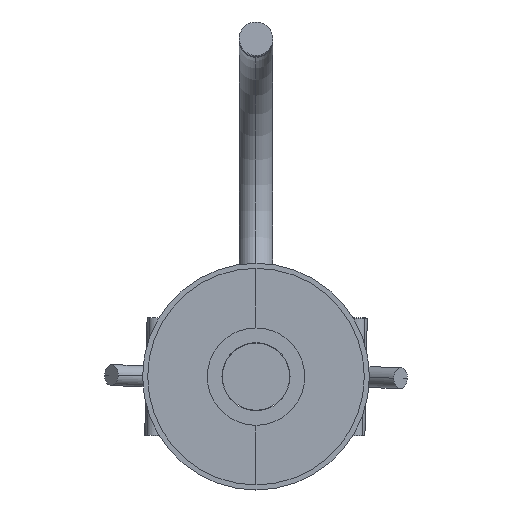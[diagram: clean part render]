
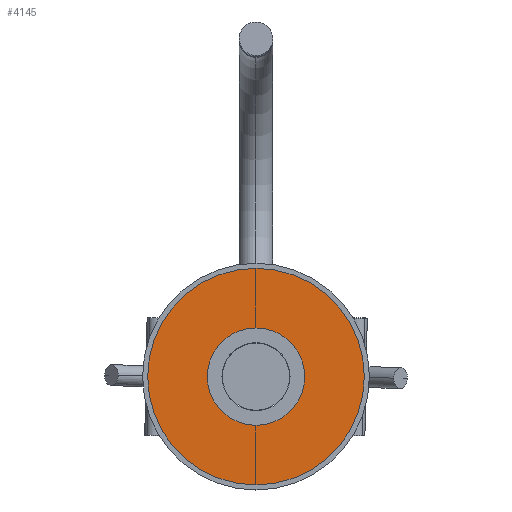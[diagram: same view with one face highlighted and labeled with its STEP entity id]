
A CAD part, front view. The second image highlights one B-rep face of the part: STEP entity #4145.
In plain terms, the highlighted planar face has unit normal (0, -1, 0).
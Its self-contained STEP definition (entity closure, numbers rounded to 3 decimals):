
#46 = DIRECTION ( 'NONE',  ( 0., 1., 0. ) ) ;
#179 = VERTEX_POINT ( 'NONE', #1507 ) ;
#279 = VERTEX_POINT ( 'NONE', #1111 ) ;
#289 = VERTEX_POINT ( 'NONE', #3925 ) ;
#459 = AXIS2_PLACEMENT_3D ( 'NONE', #2976, #4343, #1271 ) ;
#461 = FACE_BOUND ( 'NONE', #914, .T. ) ;
#466 = CARTESIAN_POINT ( 'NONE',  ( 0., 12., -64.5 ) ) ;
#644 = EDGE_CURVE ( 'NONE', #861, #289, #1239, .T. ) ;
#729 = DIRECTION ( 'NONE',  ( 0., 0., 1. ) ) ;
#760 = DIRECTION ( 'NONE',  ( 0., 0., 1. ) ) ;
#861 = VERTEX_POINT ( 'NONE', #466 ) ;
#914 = EDGE_LOOP ( 'NONE', ( #3147, #3388 ) ) ;
#963 = EDGE_LOOP ( 'NONE', ( #3597, #2359 ) ) ;
#1069 = PLANE ( 'NONE',  #2753 ) ;
#1111 = CARTESIAN_POINT ( 'NONE',  ( 0., 12., 29. ) ) ;
#1137 = FACE_OUTER_BOUND ( 'NONE', #963, .T. ) ;
#1141 = AXIS2_PLACEMENT_3D ( 'NONE', #3861, #46, #760 ) ;
#1163 = EDGE_CURVE ( 'NONE', #179, #279, #1855, .T. ) ;
#1239 = CIRCLE ( 'NONE', #4420, 64.5 ) ;
#1271 = DIRECTION ( 'NONE',  ( 0., 0., 1. ) ) ;
#1305 = DIRECTION ( 'NONE',  ( 0., 1., 0. ) ) ;
#1390 = DIRECTION ( 'NONE',  ( 0., 0., 1. ) ) ;
#1507 = CARTESIAN_POINT ( 'NONE',  ( 0., 12., -29. ) ) ;
#1855 = CIRCLE ( 'NONE', #459, 29. ) ;
#2038 = CIRCLE ( 'NONE', #1141, 29. ) ;
#2359 = ORIENTED_EDGE ( 'NONE', *, *, #644, .F. ) ;
#2471 = CARTESIAN_POINT ( 'NONE',  ( 29., 12., 0. ) ) ;
#2753 = AXIS2_PLACEMENT_3D ( 'NONE', #2471, #2844, #729 ) ;
#2774 = AXIS2_PLACEMENT_3D ( 'NONE', #4398, #1305, #3602 ) ;
#2844 = DIRECTION ( 'NONE',  ( 0., 1., 0. ) ) ;
#2976 = CARTESIAN_POINT ( 'NONE',  ( 0., 12., 0. ) ) ;
#3129 = DIRECTION ( 'NONE',  ( 0., 1., 0. ) ) ;
#3147 = ORIENTED_EDGE ( 'NONE', *, *, #4053, .T. ) ;
#3202 = EDGE_CURVE ( 'NONE', #289, #861, #4351, .T. ) ;
#3388 = ORIENTED_EDGE ( 'NONE', *, *, #1163, .T. ) ;
#3597 = ORIENTED_EDGE ( 'NONE', *, *, #3202, .F. ) ;
#3602 = DIRECTION ( 'NONE',  ( 0., 0., 1. ) ) ;
#3861 = CARTESIAN_POINT ( 'NONE',  ( 0., 12., 0. ) ) ;
#3925 = CARTESIAN_POINT ( 'NONE',  ( 0., 12., 64.5 ) ) ;
#4053 = EDGE_CURVE ( 'NONE', #279, #179, #2038, .T. ) ;
#4071 = CARTESIAN_POINT ( 'NONE',  ( 0., 12., 0. ) ) ;
#4145 = ADVANCED_FACE ( 'NONE', ( #1137, #461 ), #1069, .F. ) ;
#4343 = DIRECTION ( 'NONE',  ( 0., 1., 0. ) ) ;
#4351 = CIRCLE ( 'NONE', #2774, 64.5 ) ;
#4398 = CARTESIAN_POINT ( 'NONE',  ( 0., 12., 0. ) ) ;
#4420 = AXIS2_PLACEMENT_3D ( 'NONE', #4071, #3129, #1390 ) ;
